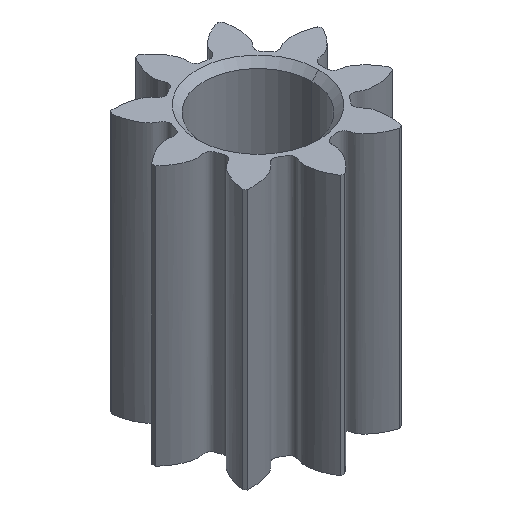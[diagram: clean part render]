
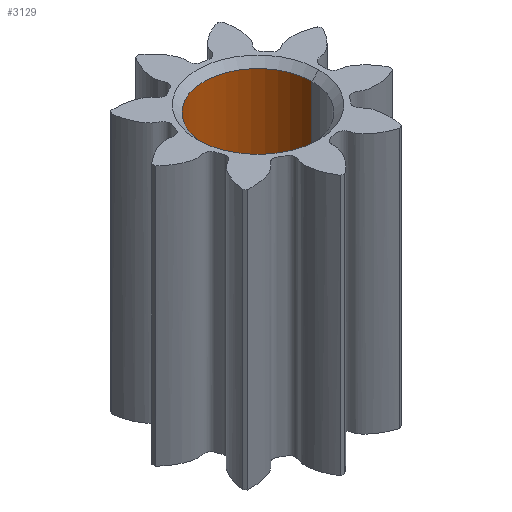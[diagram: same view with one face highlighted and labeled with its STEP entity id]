
A CAD part, isometric view. The second image highlights one B-rep face of the part: STEP entity #3129.
In plain terms, the highlighted cylindrical face has radius 3.95 mm (diameter 7.9 mm), a partial arc.
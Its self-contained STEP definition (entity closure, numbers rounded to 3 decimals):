
#309 = CARTESIAN_POINT ( 'NONE',  ( -3.95, 0., -9.025 ) ) ;
#325 = DIRECTION ( 'NONE',  ( 0., 0., 1. ) ) ;
#524 = VERTEX_POINT ( 'NONE', #3764 ) ;
#531 = DIRECTION ( 'NONE',  ( 0., 0., 1. ) ) ;
#624 = CARTESIAN_POINT ( 'NONE',  ( -3.95, 0., 0. ) ) ;
#658 = DIRECTION ( 'NONE',  ( 0., 0., 1. ) ) ;
#691 = DIRECTION ( 'NONE',  ( 1., 0., 0. ) ) ;
#820 = CARTESIAN_POINT ( 'NONE',  ( 0., 0., 9.025 ) ) ;
#1052 = LINE ( 'NONE', #624, #1146 ) ;
#1113 = EDGE_LOOP ( 'NONE', ( #1249, #2578, #1739, #1600 ) ) ;
#1146 = VECTOR ( 'NONE', #325, 1000. ) ;
#1203 = VERTEX_POINT ( 'NONE', #2835 ) ;
#1249 = ORIENTED_EDGE ( 'NONE', *, *, #2425, .F. ) ;
#1444 = VERTEX_POINT ( 'NONE', #309 ) ;
#1466 = CARTESIAN_POINT ( 'NONE',  ( 3.95, 0., 0. ) ) ;
#1476 = DIRECTION ( 'NONE',  ( -1., 0., 0. ) ) ;
#1581 = EDGE_CURVE ( 'NONE', #1444, #524, #3247, .T. ) ;
#1600 = ORIENTED_EDGE ( 'NONE', *, *, #1792, .T. ) ;
#1728 = CYLINDRICAL_SURFACE ( 'NONE', #3361, 3.95 ) ;
#1739 = ORIENTED_EDGE ( 'NONE', *, *, #1741, .T. ) ;
#1741 = EDGE_CURVE ( 'NONE', #524, #1203, #3885, .T. ) ;
#1792 = EDGE_CURVE ( 'NONE', #1203, #3391, #2962, .T. ) ;
#1883 = DIRECTION ( 'NONE',  ( 1., 0., 0. ) ) ;
#1927 = FACE_OUTER_BOUND ( 'NONE', #1113, .T. ) ;
#2235 = CARTESIAN_POINT ( 'NONE',  ( -3.95, 0., 9.025 ) ) ;
#2425 = EDGE_CURVE ( 'NONE', #1444, #3391, #1052, .T. ) ;
#2578 = ORIENTED_EDGE ( 'NONE', *, *, #1581, .T. ) ;
#2821 = DIRECTION ( 'NONE',  ( 0., 0., -1. ) ) ;
#2835 = CARTESIAN_POINT ( 'NONE',  ( 3.95, 0., 9.025 ) ) ;
#2838 = CARTESIAN_POINT ( 'NONE',  ( 0., 0., 0. ) ) ;
#2962 = CIRCLE ( 'NONE', #3602, 3.95 ) ;
#3058 = VECTOR ( 'NONE', #3320, 1000. ) ;
#3129 = ADVANCED_FACE ( 'NONE', ( #1927 ), #1728, .F. ) ;
#3247 = CIRCLE ( 'NONE', #3651, 3.95 ) ;
#3320 = DIRECTION ( 'NONE',  ( 0., 0., 1. ) ) ;
#3361 = AXIS2_PLACEMENT_3D ( 'NONE', #2838, #658, #691 ) ;
#3391 = VERTEX_POINT ( 'NONE', #2235 ) ;
#3407 = CARTESIAN_POINT ( 'NONE',  ( 0., 0., -9.025 ) ) ;
#3602 = AXIS2_PLACEMENT_3D ( 'NONE', #820, #531, #1476 ) ;
#3651 = AXIS2_PLACEMENT_3D ( 'NONE', #3407, #2821, #1883 ) ;
#3764 = CARTESIAN_POINT ( 'NONE',  ( 3.95, 0., -9.025 ) ) ;
#3885 = LINE ( 'NONE', #1466, #3058 ) ;
